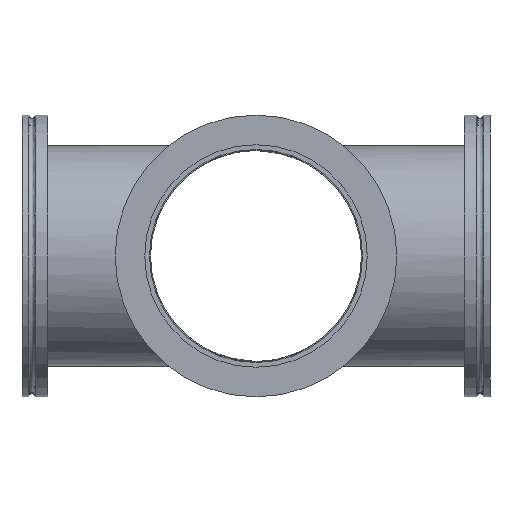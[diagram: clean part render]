
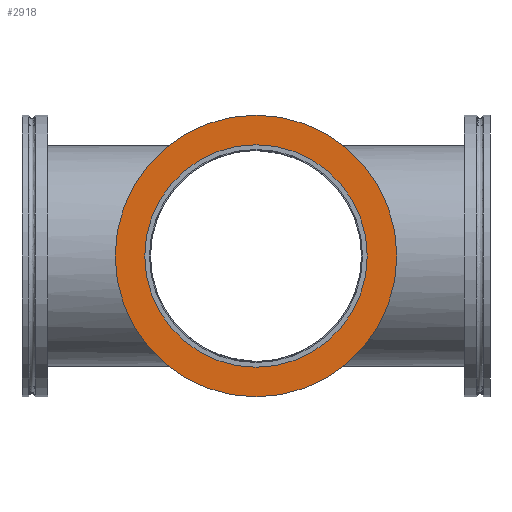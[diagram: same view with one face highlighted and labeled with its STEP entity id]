
A CAD part, front view. The second image highlights one B-rep face of the part: STEP entity #2918.
In plain terms, the highlighted face is planar.
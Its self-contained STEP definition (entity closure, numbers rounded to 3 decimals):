
#593 = EDGE_CURVE ( 'NONE', #2162, #2162, #1421, .T. ) ;
#633 = EDGE_LOOP ( 'NONE', ( #1067 ) ) ;
#752 = AXIS2_PLACEMENT_3D ( 'NONE', #5183, #1947, #837 ) ;
#837 = DIRECTION ( 'NONE',  ( 0., 0., -1. ) ) ;
#1067 = ORIENTED_EDGE ( 'NONE', *, *, #593, .T. ) ;
#1421 = CIRCLE ( 'NONE', #752, 51.35 ) ;
#1585 = VERTEX_POINT ( 'NONE', #2630 ) ;
#1947 = DIRECTION ( 'NONE',  ( 0., -1., 0. ) ) ;
#2162 = VERTEX_POINT ( 'NONE', #4978 ) ;
#2189 = CARTESIAN_POINT ( 'NONE',  ( 0., 11.9, 0. ) ) ;
#2315 = CARTESIAN_POINT ( 'NONE',  ( 65., 11.9, 0. ) ) ;
#2481 = AXIS2_PLACEMENT_3D ( 'NONE', #2315, #4498, #3409 ) ;
#2630 = CARTESIAN_POINT ( 'NONE',  ( 0., 11.9, -65. ) ) ;
#2918 = ADVANCED_FACE ( 'NONE', ( #6909, #3744 ), #4524, .T. ) ;
#3409 = DIRECTION ( 'NONE',  ( 0., 0., 1. ) ) ;
#3707 = CIRCLE ( 'NONE', #6547, 65. ) ;
#3744 = FACE_OUTER_BOUND ( 'NONE', #4649, .T. ) ;
#3893 = ORIENTED_EDGE ( 'NONE', *, *, #4745, .T. ) ;
#4498 = DIRECTION ( 'NONE',  ( 0., 1., 0. ) ) ;
#4524 = PLANE ( 'NONE',  #2481 ) ;
#4649 = EDGE_LOOP ( 'NONE', ( #3893 ) ) ;
#4745 = EDGE_CURVE ( 'NONE', #1585, #1585, #3707, .T. ) ;
#4978 = CARTESIAN_POINT ( 'NONE',  ( 0., 11.9, -51.35 ) ) ;
#5183 = CARTESIAN_POINT ( 'NONE',  ( 0., 11.9, 0. ) ) ;
#6053 = DIRECTION ( 'NONE',  ( 0., 1., 0. ) ) ;
#6547 = AXIS2_PLACEMENT_3D ( 'NONE', #2189, #6053, #6595 ) ;
#6595 = DIRECTION ( 'NONE',  ( 0., 0., -1. ) ) ;
#6909 = FACE_BOUND ( 'NONE', #633, .T. ) ;
